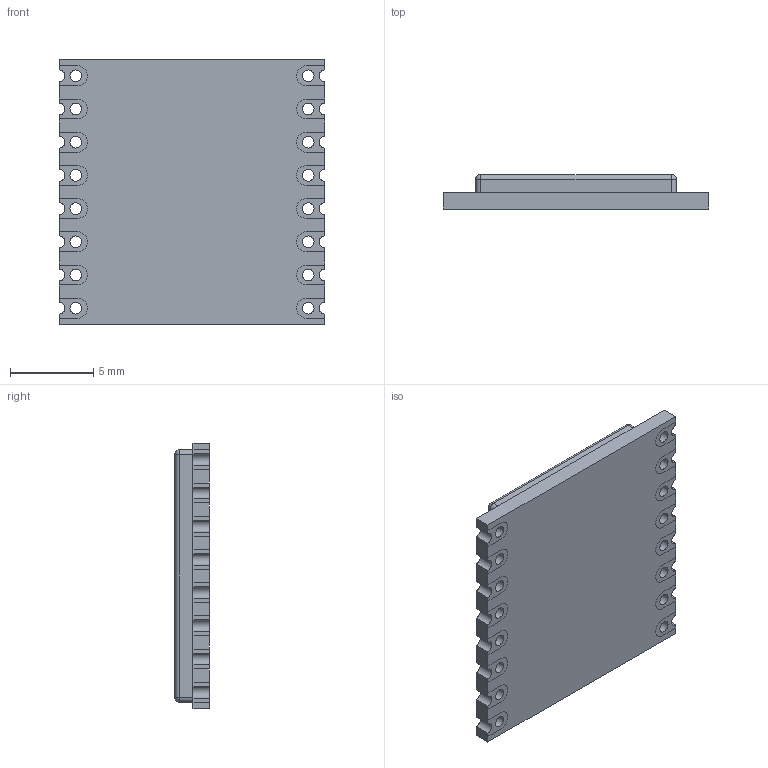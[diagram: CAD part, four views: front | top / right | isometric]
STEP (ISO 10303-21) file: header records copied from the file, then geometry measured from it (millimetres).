
FILE_DESCRIPTION(/* description */ (''),/* implementation_level */ '2;1');
FILE_NAME(/* name */ '2AD6-1262 G-NiceRF.step',/* time_stamp */ '2022-01-18T19:53:22-03:00',/* author */ (''),/* organization */ (''),/* preprocessor_version */ 'ST-DEVELOPER v18.1',/* originating_system */ 'Autodesk Translation Framework v10.10.0.1391',/* authorisation */ '');
FILE_SCHEMA (('AUTOMOTIVE_DESIGN { 1 0 10303 214 3 1 1 }'));
Length unit declared in the file: millimetre
Products named in the file (1): 2AD6-1262 G-NiceRF
Bounding box: 16 x 2.08 x 16 mm (x, y, z)
Volume: 442.9 mm3; surface area: 1146.4 mm2
Topology: 18 solids, 18 shells, 583 faces, 1551 edges, 1030 vertices
Faces by surface type: plane 277, bspline 230, cylinder 72, sphere 4
Full cylindrical faces by diameter (mm): 0.7 x16
Entity records: 20273 total; most frequent: CARTESIAN_POINT 7075, ORIENTED_EDGE 3102, DIRECTION 1943, EDGE_CURVE 1551, VERTEX_POINT 1030, LINE 947, VECTOR 947, EDGE_LOOP 641
